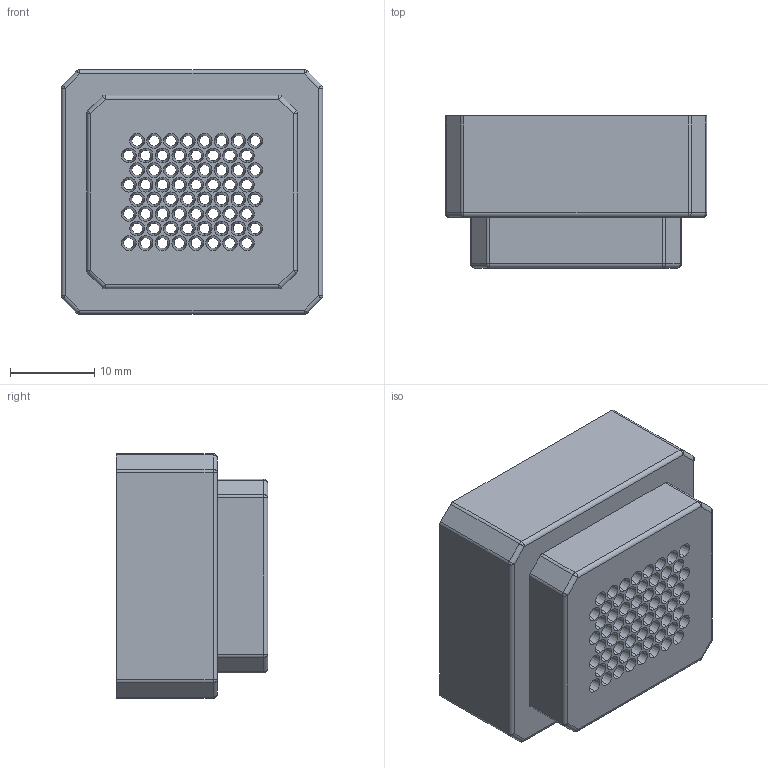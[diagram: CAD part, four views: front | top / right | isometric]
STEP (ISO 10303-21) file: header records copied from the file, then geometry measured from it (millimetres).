
FILE_DESCRIPTION (( 'STEP AP203' ), '1' );
FILE_NAME ('corps.STEP', '2015-11-29T19:37:29', ( '' ), ( '' ), 'SwSTEP 2.0', 'SolidWorks 2015', '' );
FILE_SCHEMA (( 'CONFIG_CONTROL_DESIGN' ));
Length unit declared in the file: millimetre
Products named in the file (1): corps
Bounding box: 31 x 18 x 29 mm (x, y, z)
Volume: 9907.3 mm3; surface area: 6851.1 mm2
Topology: 1 solids, 1 shells, 484 faces, 1136 edges, 636 vertices
Faces by surface type: cone 272, cylinder 172, plane 24, sphere 16
Entity records: 13889 total; most frequent: DIRECTION 2690, CARTESIAN_POINT 2233, ORIENTED_EDGE 2224, EDGE_CURVE 1112, AXIS2_PLACEMENT_3D 1093, VERTEX_POINT 636, EDGE_LOOP 618, CIRCLE 608
